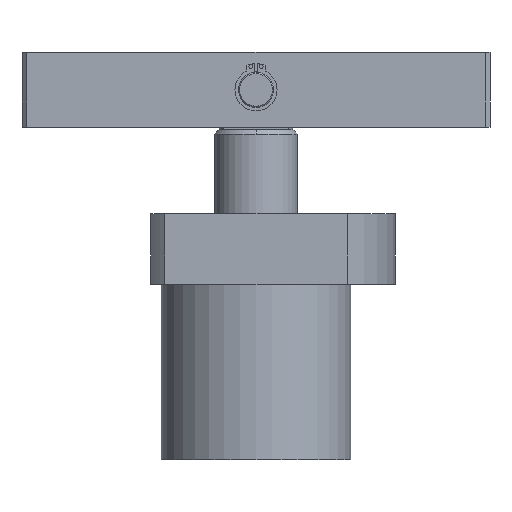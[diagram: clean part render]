
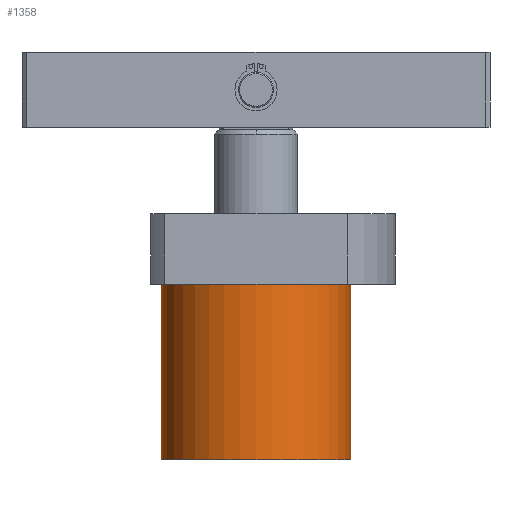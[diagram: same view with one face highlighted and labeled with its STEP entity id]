
A CAD part, front view. The second image highlights one B-rep face of the part: STEP entity #1358.
In plain terms, the highlighted cylindrical face has radius 40.5 mm (diameter 81 mm), a partial arc.
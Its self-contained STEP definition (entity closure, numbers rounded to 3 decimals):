
#41 = ORIENTED_EDGE ( 'NONE', *, *, #2782, .F. ) ;
#54 = CARTESIAN_POINT ( 'NONE',  ( 40.5, 0., 75. ) ) ;
#214 = CARTESIAN_POINT ( 'NONE',  ( 40.5, 0., 0. ) ) ;
#263 = VERTEX_POINT ( 'NONE', #214 ) ;
#366 = VECTOR ( 'NONE', #772, 1000. ) ;
#772 = DIRECTION ( 'NONE',  ( 0., 0., -1. ) ) ;
#935 = DIRECTION ( 'NONE',  ( 0., 0., 1. ) ) ;
#1060 = ORIENTED_EDGE ( 'NONE', *, *, #1660, .F. ) ;
#1256 = VECTOR ( 'NONE', #1775, 1000. ) ;
#1312 = LINE ( 'NONE', #3568, #366 ) ;
#1316 = CIRCLE ( 'NONE', #3333, 40.5 ) ;
#1358 = ADVANCED_FACE ( 'NONE', ( #1437 ), #3588, .T. ) ;
#1417 = AXIS2_PLACEMENT_3D ( 'NONE', #4518, #2747, #3463 ) ;
#1437 = FACE_OUTER_BOUND ( 'NONE', #4022, .T. ) ;
#1501 = CARTESIAN_POINT ( 'NONE',  ( -40.5, 0., 75. ) ) ;
#1616 = DIRECTION ( 'NONE',  ( -1., 0., 0. ) ) ;
#1660 = EDGE_CURVE ( 'NONE', #263, #1812, #2256, .T. ) ;
#1775 = DIRECTION ( 'NONE',  ( 0., 0., -1. ) ) ;
#1812 = VERTEX_POINT ( 'NONE', #1855 ) ;
#1822 = ORIENTED_EDGE ( 'NONE', *, *, #3155, .T. ) ;
#1855 = CARTESIAN_POINT ( 'NONE',  ( -40.5, 0., 0. ) ) ;
#2132 = LINE ( 'NONE', #2145, #1256 ) ;
#2145 = CARTESIAN_POINT ( 'NONE',  ( 40.5, 0., 75. ) ) ;
#2256 = CIRCLE ( 'NONE', #1417, 40.5 ) ;
#2262 = DIRECTION ( 'NONE',  ( 0., 0., -1. ) ) ;
#2480 = AXIS2_PLACEMENT_3D ( 'NONE', #4374, #2262, #3693 ) ;
#2747 = DIRECTION ( 'NONE',  ( 0., 0., -1. ) ) ;
#2782 = EDGE_CURVE ( 'NONE', #3219, #3911, #1316, .T. ) ;
#3127 = EDGE_CURVE ( 'NONE', #3911, #263, #2132, .T. ) ;
#3155 = EDGE_CURVE ( 'NONE', #3219, #1812, #1312, .T. ) ;
#3219 = VERTEX_POINT ( 'NONE', #1501 ) ;
#3333 = AXIS2_PLACEMENT_3D ( 'NONE', #4447, #935, #1616 ) ;
#3463 = DIRECTION ( 'NONE',  ( -1., 0., 0. ) ) ;
#3568 = CARTESIAN_POINT ( 'NONE',  ( -40.5, 0., 75. ) ) ;
#3588 = CYLINDRICAL_SURFACE ( 'NONE', #2480, 40.5 ) ;
#3645 = ORIENTED_EDGE ( 'NONE', *, *, #3127, .F. ) ;
#3693 = DIRECTION ( 'NONE',  ( -1., 0., 0. ) ) ;
#3911 = VERTEX_POINT ( 'NONE', #54 ) ;
#4022 = EDGE_LOOP ( 'NONE', ( #3645, #41, #1822, #1060 ) ) ;
#4374 = CARTESIAN_POINT ( 'NONE',  ( 0., 0., 75. ) ) ;
#4447 = CARTESIAN_POINT ( 'NONE',  ( 0., 0., 75. ) ) ;
#4518 = CARTESIAN_POINT ( 'NONE',  ( 0., 0., 0. ) ) ;
